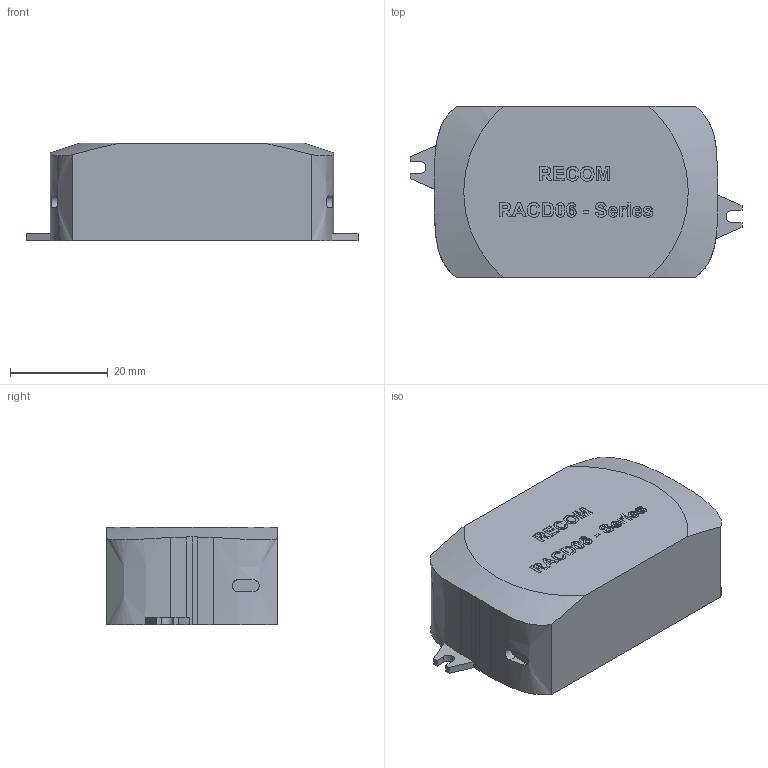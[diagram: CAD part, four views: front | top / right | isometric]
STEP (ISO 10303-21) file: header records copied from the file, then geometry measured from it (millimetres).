
FILE_DESCRIPTION( ( 'Unknown' ), '1' );
FILE_NAME( 'RACD06.stp', 'Unknown', ( 'Unknown' ), ( 'Unknown' ), 'XStep 1.0', 'Unknown', ' ' );
FILE_SCHEMA( ( 'automotive_design' ) );
Length unit declared in the file: millimetre
Products named in the file (1): 1
Bounding box: 68 x 35 x 20 mm (x, y, z)
Volume: 38878.6 mm3; surface area: 7423.1 mm2
Topology: 1 solids, 1 shells, 188 faces, 472 edges, 316 vertices
Faces by surface type: plane 138, extrusion 42, cylinder 6, cone 2
Entity records: 9043 total; most frequent: CARTESIAN_POINT 3538, ORIENTED_EDGE 934, DIRECTION 545, EDGE_CURVE 467, VERTEX_POINT 316, B_SPLINE_CURVE_WITH_KNOTS 310, VECTOR 231, EDGE_LOOP 223
